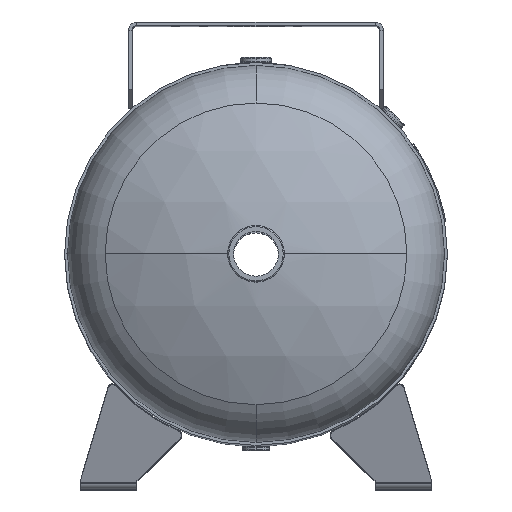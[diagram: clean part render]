
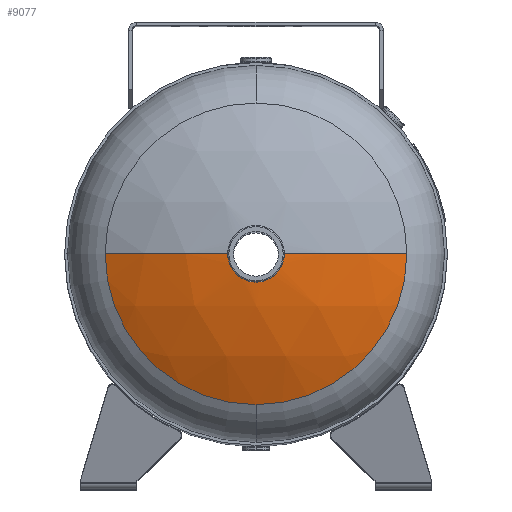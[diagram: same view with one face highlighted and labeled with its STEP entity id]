
A CAD part, top view. The second image highlights one B-rep face of the part: STEP entity #9077.
In plain terms, the highlighted spherical face has radius 457.2 mm.
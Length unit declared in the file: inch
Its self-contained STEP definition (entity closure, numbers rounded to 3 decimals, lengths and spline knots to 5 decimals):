
#924 = VERTEX_POINT ( 'NONE', #12175 ) ;
#3282 = CIRCLE ( 'NONE', #3291, 18. ) ;
#3288 = CIRCLE ( 'NONE', #3297, 8. ) ;
#3290 = CIRCLE ( 'NONE', #3293, 8. ) ;
#3291 = AXIS2_PLACEMENT_3D ( 'NONE', #11139, #11141, #11143 ) ;
#3292 = CIRCLE ( 'NONE', #3295, 1.5025 ) ;
#3293 = AXIS2_PLACEMENT_3D ( 'NONE', #11147, #11149, #11151 ) ;
#3295 = AXIS2_PLACEMENT_3D ( 'NONE', #11155, #11157, #11159 ) ;
#3296 = CIRCLE ( 'NONE', #3299, 18. ) ;
#3297 = AXIS2_PLACEMENT_3D ( 'NONE', #11165, #11167, #11169 ) ;
#3299 = AXIS2_PLACEMENT_3D ( 'NONE', #11174, #11176, #11178 ) ;
#3426 = ORIENTED_EDGE ( 'NONE', *, *, #9221, .T. ) ;
#3427 = ORIENTED_EDGE ( 'NONE', *, *, #9220, .F. ) ;
#3428 = ORIENTED_EDGE ( 'NONE', *, *, #9218, .F. ) ;
#3429 = ORIENTED_EDGE ( 'NONE', *, *, #9217, .F. ) ;
#3558 = EDGE_LOOP ( 'NONE', ( #3751, #3426, #3427, #3428, #3429 ) ) ;
#3751 = ORIENTED_EDGE ( 'NONE', *, *, #9219, .F. ) ;
#4675 = AXIS2_PLACEMENT_3D ( 'NONE', #6215, #6221, #6222 ) ;
#4772 = VERTEX_POINT ( 'NONE', #7541 ) ;
#6215 = CARTESIAN_POINT ( 'NONE',  ( 0., 0., 6. ) ) ;
#6216 = FACE_OUTER_BOUND ( 'NONE', #3558, .T. ) ;
#6218 = SPHERICAL_SURFACE ( 'NONE', #4675, 18. ) ;
#6221 = DIRECTION ( 'NONE',  ( 0., -1., 0. ) ) ;
#6222 = DIRECTION ( 'NONE',  ( 1., 0., 0. ) ) ;
#7541 = CARTESIAN_POINT ( 'NONE',  ( 1.5025, 0., 23.93718 ) ) ;
#8427 = CARTESIAN_POINT ( 'NONE',  ( -8., 0., 22.12452 ) ) ;
#8434 = CARTESIAN_POINT ( 'NONE',  ( 8., 0., 22.12452 ) ) ;
#8436 = CARTESIAN_POINT ( 'NONE',  ( 0., -8., 22.12452 ) ) ;
#9077 = ADVANCED_FACE ( 'NONE', ( #6216 ), #6218, .T. ) ;
#9217 = EDGE_CURVE ( 'NONE', #4772, #11715, #3282, .T. ) ;
#9218 = EDGE_CURVE ( 'NONE', #11715, #11717, #3290, .T. ) ;
#9219 = EDGE_CURVE ( 'NONE', #924, #4772, #3292, .T. ) ;
#9220 = EDGE_CURVE ( 'NONE', #11717, #11718, #3288, .T. ) ;
#9221 = EDGE_CURVE ( 'NONE', #924, #11718, #3296, .T. ) ;
#11139 = CARTESIAN_POINT ( 'NONE',  ( 0., 0., 6. ) ) ;
#11141 = DIRECTION ( 'NONE',  ( 0., 1., 0. ) ) ;
#11143 = DIRECTION ( 'NONE',  ( 0., 0., 1. ) ) ;
#11147 = CARTESIAN_POINT ( 'NONE',  ( 0., 0., 22.12452 ) ) ;
#11149 = DIRECTION ( 'NONE',  ( 0., 0., -1. ) ) ;
#11151 = DIRECTION ( 'NONE',  ( 0., 1., 0. ) ) ;
#11155 = CARTESIAN_POINT ( 'NONE',  ( 0., 0., 23.93718 ) ) ;
#11157 = DIRECTION ( 'NONE',  ( 0., 0., 1. ) ) ;
#11159 = DIRECTION ( 'NONE',  ( -1., 0., 0. ) ) ;
#11165 = CARTESIAN_POINT ( 'NONE',  ( 0., 0., 22.12452 ) ) ;
#11167 = DIRECTION ( 'NONE',  ( 0., 0., -1. ) ) ;
#11169 = DIRECTION ( 'NONE',  ( 0., 1., 0. ) ) ;
#11174 = CARTESIAN_POINT ( 'NONE',  ( 0., 0., 6. ) ) ;
#11176 = DIRECTION ( 'NONE',  ( 0., -1., 0. ) ) ;
#11178 = DIRECTION ( 'NONE',  ( 1., 0., 0. ) ) ;
#11715 = VERTEX_POINT ( 'NONE', #8434 ) ;
#11717 = VERTEX_POINT ( 'NONE', #8436 ) ;
#11718 = VERTEX_POINT ( 'NONE', #8427 ) ;
#12175 = CARTESIAN_POINT ( 'NONE',  ( -1.5025, 0., 23.93718 ) ) ;
